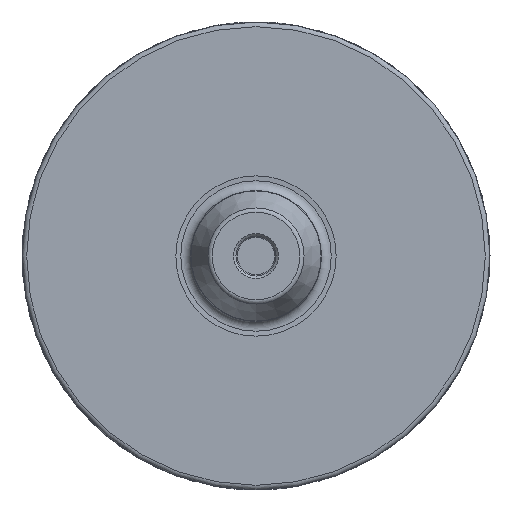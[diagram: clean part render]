
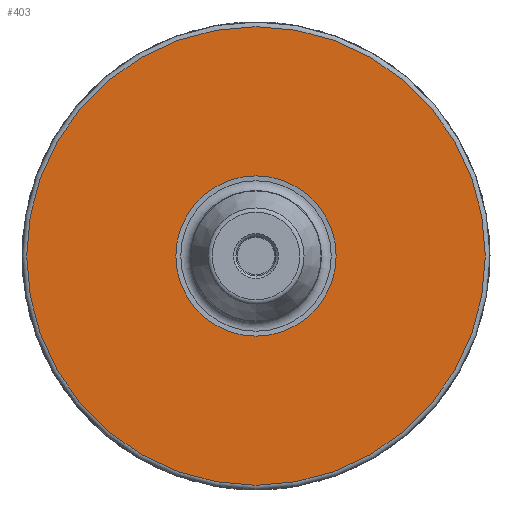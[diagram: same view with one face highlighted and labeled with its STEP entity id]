
A CAD part, left-side view. The second image highlights one B-rep face of the part: STEP entity #403.
In plain terms, the highlighted planar face has unit normal (-1, 0, 0).
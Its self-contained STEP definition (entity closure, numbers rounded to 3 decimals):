
#330=FACE_BOUND('',#569,.T.);
#331=FACE_BOUND('',#570,.T.);
#403=ADVANCED_FACE('',(#330,#331),#457,.F.);
#457=PLANE('',#1421);
#569=EDGE_LOOP('',(#779));
#570=EDGE_LOOP('',(#780));
#779=ORIENTED_EDGE('',*,*,#1222,.T.);
#780=ORIENTED_EDGE('',*,*,#1221,.F.);
#1071=VERTEX_POINT('',#2453);
#1072=VERTEX_POINT('',#2456);
#1221=EDGE_CURVE('',#1071,#1071,#1320,.T.);
#1222=EDGE_CURVE('',#1072,#1072,#1321,.T.);
#1320=CIRCLE('',#1418,48.995);
#1321=CIRCLE('',#1420,17.13);
#1418=AXIS2_PLACEMENT_3D('',#2452,#1661,#1662);
#1420=AXIS2_PLACEMENT_3D('',#2455,#1665,#1666);
#1421=AXIS2_PLACEMENT_3D('',#2457,#1667,#1668);
#1661=DIRECTION('',(1.,0.,0.));
#1662=DIRECTION('',(0.,0.,1.));
#1665=DIRECTION('',(1.,0.,0.));
#1666=DIRECTION('',(0.,0.,1.));
#1667=DIRECTION('',(1.,0.,0.));
#1668=DIRECTION('',(0.,0.,-1.));
#2452=CARTESIAN_POINT('',(32.,0.,0.));
#2453=CARTESIAN_POINT('',(32.,0.,48.995));
#2455=CARTESIAN_POINT('',(32.,0.,0.));
#2456=CARTESIAN_POINT('',(32.,0.,17.13));
#2457=CARTESIAN_POINT('',(32.,48.995,0.));
